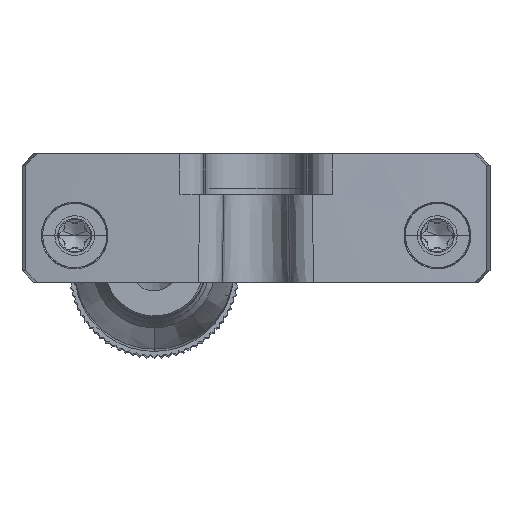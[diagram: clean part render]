
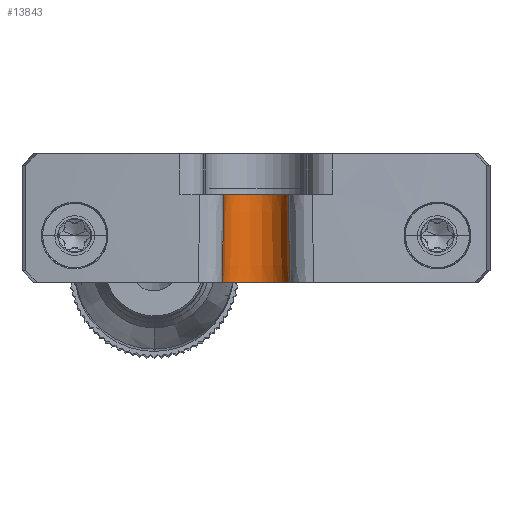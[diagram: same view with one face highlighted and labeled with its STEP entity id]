
A CAD part, front view. The second image highlights one B-rep face of the part: STEP entity #13843.
In plain terms, the highlighted conical face has half-angle 1 degrees and reference radius 2.75 mm.
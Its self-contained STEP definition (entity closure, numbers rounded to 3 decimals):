
#6190=AXIS2_PLACEMENT_3D('Circle Axis2P3D',#6188,#6189,$) ;
#6197=AXIS2_PLACEMENT_3D('Circle Axis2P3D',#6195,#6196,$) ;
#13807=AXIS2_PLACEMENT_3D('Cone Axis2P3D',#13804,#13805,#13806) ;
#13818=AXIS2_PLACEMENT_3D('Circle Axis2P3D',#13816,#13817,$) ;
#13825=AXIS2_PLACEMENT_3D('Circle Axis2P3D',#13823,#13824,$) ;
#6185=CARTESIAN_POINT('Vertex',(17.25,7.394,13.999)) ;
#6188=CARTESIAN_POINT('Axis2P3D Location',(20.,7.394,13.999)) ;
#6192=CARTESIAN_POINT('Vertex',(20.,10.144,13.999)) ;
#6195=CARTESIAN_POINT('Axis2P3D Location',(20.,7.394,13.999)) ;
#6199=CARTESIAN_POINT('Vertex',(22.75,7.394,13.999)) ;
#13804=CARTESIAN_POINT('Axis2P3D Location',(20.,7.394,13.999)) ;
#13809=CARTESIAN_POINT('Line Origine',(-43612.391,7.394,-2499526.466)) ;
#13813=CARTESIAN_POINT('Vertex',(17.119,7.394,6.499)) ;
#13816=CARTESIAN_POINT('Axis2P3D Location',(20.,7.394,6.499)) ;
#13820=CARTESIAN_POINT('Vertex',(20.,10.275,6.499)) ;
#13823=CARTESIAN_POINT('Axis2P3D Location',(20.,7.394,6.499)) ;
#13827=CARTESIAN_POINT('Vertex',(22.881,7.394,6.499)) ;
#13830=CARTESIAN_POINT('Line Origine',(43652.391,7.394,-2499526.466)) ;
#6189=DIRECTION('Axis2P3D Direction',(0.,0.,-1.)) ;
#6196=DIRECTION('Axis2P3D Direction',(0.,0.,-1.)) ;
#13805=DIRECTION('Axis2P3D Direction',(0.,0.,-1.)) ;
#13806=DIRECTION('Axis2P3D XDirection',(0.,-1.,0.)) ;
#13810=DIRECTION('Vector Direction',(-0.017,0.,-1.)) ;
#13817=DIRECTION('Axis2P3D Direction',(0.,0.,-1.)) ;
#13824=DIRECTION('Axis2P3D Direction',(0.,0.,-1.)) ;
#13831=DIRECTION('Vector Direction',(0.017,0.,-1.)) ;
#13811=VECTOR('Line Direction',#13810,1.) ;
#13832=VECTOR('Line Direction',#13831,1.) ;
#13836=ORIENTED_EDGE('',*,*,#6194,.F.) ;
#13837=ORIENTED_EDGE('',*,*,#13815,.F.) ;
#13838=ORIENTED_EDGE('',*,*,#13822,.F.) ;
#13839=ORIENTED_EDGE('',*,*,#13829,.F.) ;
#13840=ORIENTED_EDGE('',*,*,#13834,.T.) ;
#13841=ORIENTED_EDGE('',*,*,#6201,.F.) ;
#13843=ADVANCED_FACE('Hauptkoerper',(#13842),#13808,.F.) ;
#6191=CIRCLE('generated circle',#6190,2.75) ;
#6198=CIRCLE('generated circle',#6197,2.75) ;
#13819=CIRCLE('generated circle',#13818,2.881) ;
#13826=CIRCLE('generated circle',#13825,2.881) ;
#13808=CONICAL_SURFACE('Cone',#13807,2.75,0.017) ;
#6194=EDGE_CURVE('',#6186,#6193,#6191,.T.) ;
#6201=EDGE_CURVE('',#6193,#6200,#6198,.T.) ;
#13815=EDGE_CURVE('',#13814,#6186,#13812,.F.) ;
#13822=EDGE_CURVE('',#13821,#13814,#13819,.F.) ;
#13829=EDGE_CURVE('',#13828,#13821,#13826,.F.) ;
#13834=EDGE_CURVE('',#13828,#6200,#13833,.F.) ;
#13835=EDGE_LOOP('',(#13836,#13837,#13838,#13839,#13840,#13841)) ;
#13842=FACE_OUTER_BOUND('',#13835,.T.) ;
#13812=LINE('Line',#13809,#13811) ;
#13833=LINE('Line',#13830,#13832) ;
#6186=VERTEX_POINT('',#6185) ;
#6193=VERTEX_POINT('',#6192) ;
#6200=VERTEX_POINT('',#6199) ;
#13814=VERTEX_POINT('',#13813) ;
#13821=VERTEX_POINT('',#13820) ;
#13828=VERTEX_POINT('',#13827) ;
